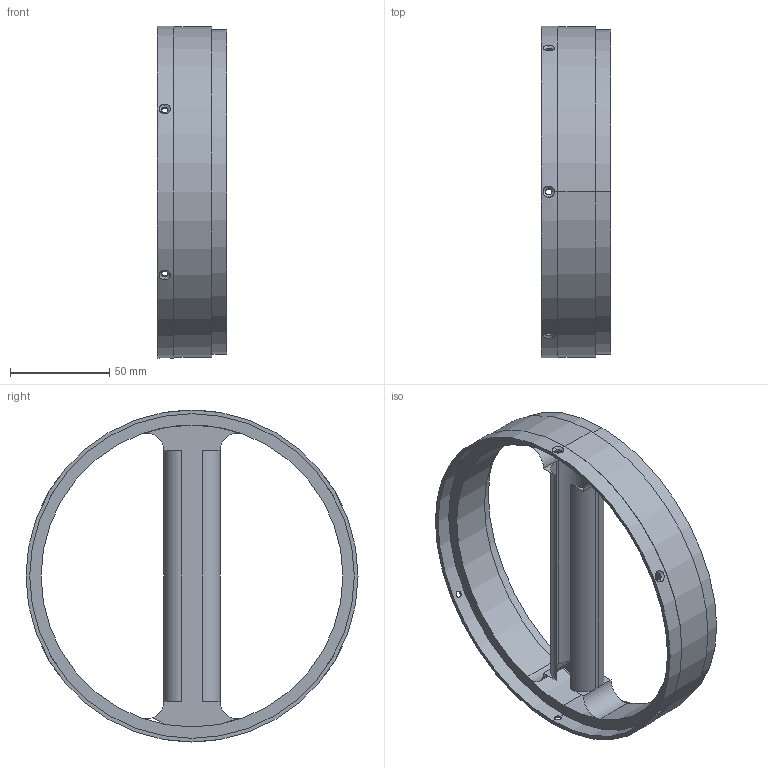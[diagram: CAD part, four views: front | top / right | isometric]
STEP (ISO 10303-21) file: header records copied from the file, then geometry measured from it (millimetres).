
FILE_DESCRIPTION (( 'STEP AP203' ), '1' );
FILE_NAME ('Ring_lv3.0-recovery.STEP', '2016-09-07T03:25:20', ( '' ), ( '' ), 'SwSTEP 2.0', 'SolidWorks 2015', '' );
FILE_SCHEMA (( 'CONFIG_CONTROL_DESIGN' ));
Length unit declared in the file: inch
Products named in the file (1): Ring_lv3.0-recovery
Bounding box: 35.1 x 167.64 x 167.64 mm (x, y, z)
Volume: 161472.1 mm3; surface area: 58835.9 mm2
Topology: 2 solids, 2 shells, 69 faces, 177 edges, 110 vertices
Faces by surface type: cylinder 39, plane 18, cone 12
Entity records: 2908 total; most frequent: CARTESIAN_POINT 1147, ORIENTED_EDGE 354, DIRECTION 343, EDGE_CURVE 177, AXIS2_PLACEMENT_3D 132, VERTEX_POINT 110, EDGE_LOOP 83, VECTOR 79
